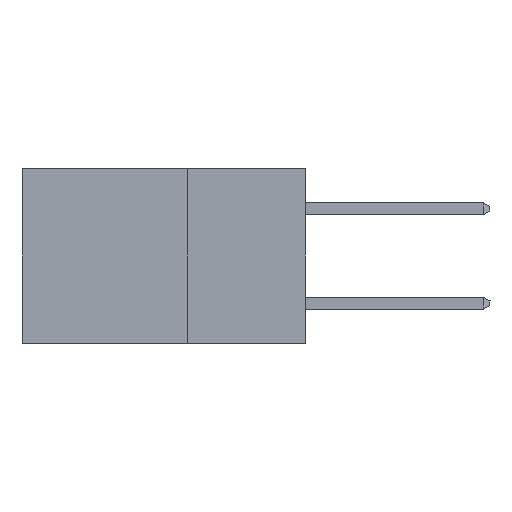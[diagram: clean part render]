
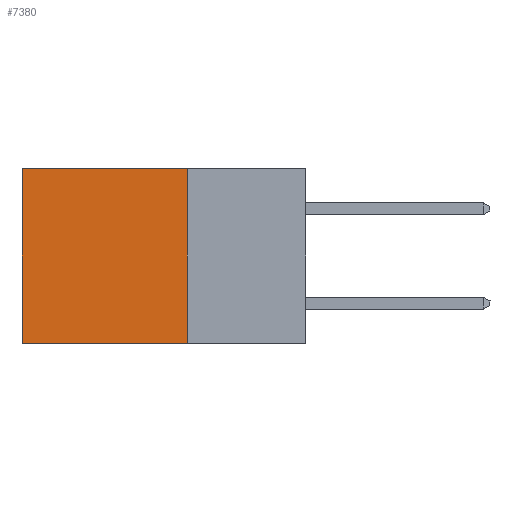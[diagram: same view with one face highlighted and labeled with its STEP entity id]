
A CAD part, left-side view. The second image highlights one B-rep face of the part: STEP entity #7380.
In plain terms, the highlighted planar face has unit normal (-1, 0, 0).
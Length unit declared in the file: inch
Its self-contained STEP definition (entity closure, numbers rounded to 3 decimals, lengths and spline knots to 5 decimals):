
#394 = EDGE_CURVE ( 'NONE', #7602, #3066, #2106, .T. ) ;
#531 = DIRECTION ( 'NONE',  ( 0., 0., -1. ) ) ;
#585 = VECTOR ( 'NONE', #531, 39.37008 ) ;
#622 = LINE ( 'NONE', #12156, #10603 ) ;
#801 = VERTEX_POINT ( 'NONE', #4230 ) ;
#1335 = VECTOR ( 'NONE', #9321, 39.37008 ) ;
#1571 = CARTESIAN_POINT ( 'NONE',  ( 0.298, 0.25, -0.37 ) ) ;
#1803 = PLANE ( 'NONE',  #7911 ) ;
#2106 = LINE ( 'NONE', #2254, #7125 ) ;
#2253 = LINE ( 'NONE', #1571, #1335 ) ;
#2254 = CARTESIAN_POINT ( 'NONE',  ( 0.298, 0.6, 0. ) ) ;
#3066 = VERTEX_POINT ( 'NONE', #9052 ) ;
#3181 = ORIENTED_EDGE ( 'NONE', *, *, #394, .T. ) ;
#3255 = VERTEX_POINT ( 'NONE', #5385 ) ;
#4210 = DIRECTION ( 'NONE',  ( 0., 0., -1. ) ) ;
#4230 = CARTESIAN_POINT ( 'NONE',  ( 0.298, 0.25, 0. ) ) ;
#4310 = ORIENTED_EDGE ( 'NONE', *, *, #6366, .F. ) ;
#4385 = DIRECTION ( 'NONE',  ( 0., 1., 0. ) ) ;
#5385 = CARTESIAN_POINT ( 'NONE',  ( 0.298, 0.25, -0.37 ) ) ;
#6164 = CARTESIAN_POINT ( 'NONE',  ( 0.298, 0.6, 0. ) ) ;
#6366 = EDGE_CURVE ( 'NONE', #801, #3255, #7876, .T. ) ;
#6661 = ORIENTED_EDGE ( 'NONE', *, *, #11461, .T. ) ;
#6739 = DIRECTION ( 'NONE',  ( 1., 0., 0. ) ) ;
#7125 = VECTOR ( 'NONE', #4210, 39.37008 ) ;
#7380 = ADVANCED_FACE ( 'NONE', ( #10541 ), #1803, .F. ) ;
#7602 = VERTEX_POINT ( 'NONE', #6164 ) ;
#7604 = DIRECTION ( 'NONE',  ( 0., 0., -1. ) ) ;
#7738 = CARTESIAN_POINT ( 'NONE',  ( 0.298, 0.25, 0. ) ) ;
#7853 = EDGE_CURVE ( 'NONE', #3255, #3066, #2253, .T. ) ;
#7876 = LINE ( 'NONE', #11122, #585 ) ;
#7911 = AXIS2_PLACEMENT_3D ( 'NONE', #7738, #6739, #7604 ) ;
#8191 = EDGE_LOOP ( 'NONE', ( #3181, #9046, #4310, #6661 ) ) ;
#9046 = ORIENTED_EDGE ( 'NONE', *, *, #7853, .F. ) ;
#9052 = CARTESIAN_POINT ( 'NONE',  ( 0.298, 0.6, -0.37 ) ) ;
#9321 = DIRECTION ( 'NONE',  ( 0., 1., 0. ) ) ;
#10541 = FACE_OUTER_BOUND ( 'NONE', #8191, .T. ) ;
#10603 = VECTOR ( 'NONE', #4385, 39.37008 ) ;
#11122 = CARTESIAN_POINT ( 'NONE',  ( 0.298, 0.25, 0. ) ) ;
#11461 = EDGE_CURVE ( 'NONE', #801, #7602, #622, .T. ) ;
#12156 = CARTESIAN_POINT ( 'NONE',  ( 0.298, 0.25, 0. ) ) ;
